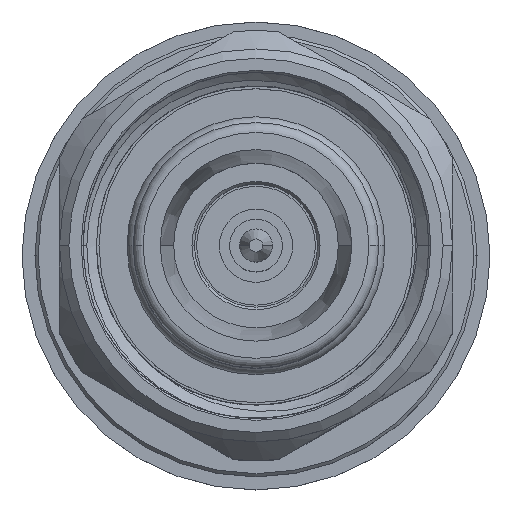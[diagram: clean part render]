
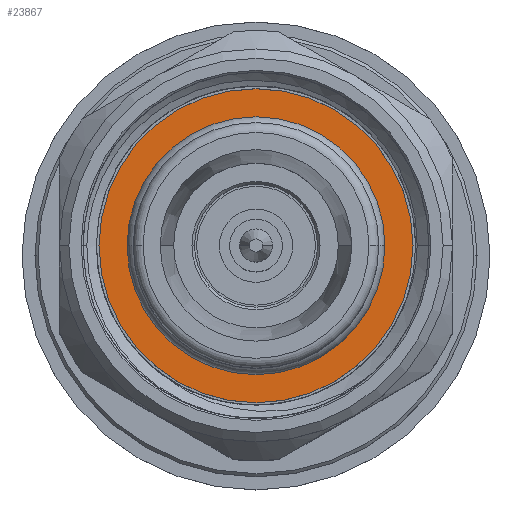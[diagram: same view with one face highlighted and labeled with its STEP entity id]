
A CAD part, top view. The second image highlights one B-rep face of the part: STEP entity #23867.
In plain terms, the highlighted face is planar.
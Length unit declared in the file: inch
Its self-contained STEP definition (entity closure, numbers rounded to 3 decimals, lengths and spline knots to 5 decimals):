
#1021 = CARTESIAN_POINT ( 'NONE',  ( 0.32457, 0., 0.1889 ) ) ;
#1813 = AXIS2_PLACEMENT_3D ( 'NONE', #6393, #50223, #38235 ) ;
#1960 = CARTESIAN_POINT ( 'NONE',  ( 0.32457, 0., -0.1889 ) ) ;
#4102 = EDGE_CURVE ( 'NONE', #43998, #47911, #27874, .T. ) ;
#4209 = DIRECTION ( 'NONE',  ( 0., 0., 1. ) ) ;
#6393 = CARTESIAN_POINT ( 'NONE',  ( 0.32457, 0., 0. ) ) ;
#6808 = FACE_BOUND ( 'NONE', #21263, .T. ) ;
#9185 = CIRCLE ( 'NONE', #49569, 0.25162 ) ;
#12429 = CARTESIAN_POINT ( 'NONE',  ( 0.32457, 0., 0. ) ) ;
#14379 = DIRECTION ( 'NONE',  ( 1., 0., 0. ) ) ;
#14924 = FACE_OUTER_BOUND ( 'NONE', #50107, .T. ) ;
#16158 = ORIENTED_EDGE ( 'NONE', *, *, #23490, .F. ) ;
#19544 = ORIENTED_EDGE ( 'NONE', *, *, #27143, .T. ) ;
#21231 = DIRECTION ( 'NONE',  ( 0., 0., 1. ) ) ;
#21263 = EDGE_LOOP ( 'NONE', ( #26474, #16158 ) ) ;
#23490 = EDGE_CURVE ( 'NONE', #47911, #43998, #23688, .T. ) ;
#23688 = CIRCLE ( 'NONE', #29473, 0.1889 ) ;
#23867 = ADVANCED_FACE ( 'NONE', ( #6808, #14924 ), #45124, .F. ) ;
#24112 = DIRECTION ( 'NONE',  ( -1., 0., 0. ) ) ;
#25543 = EDGE_CURVE ( 'NONE', #29372, #49739, #34212, .T. ) ;
#25771 = CARTESIAN_POINT ( 'NONE',  ( 0.32457, 0., 0. ) ) ;
#26241 = AXIS2_PLACEMENT_3D ( 'NONE', #38028, #14379, #46518 ) ;
#26474 = ORIENTED_EDGE ( 'NONE', *, *, #4102, .F. ) ;
#27143 = EDGE_CURVE ( 'NONE', #49739, #29372, #9185, .T. ) ;
#27874 = CIRCLE ( 'NONE', #1813, 0.1889 ) ;
#28668 = DIRECTION ( 'NONE',  ( -1., 0., 0. ) ) ;
#29372 = VERTEX_POINT ( 'NONE', #30202 ) ;
#29473 = AXIS2_PLACEMENT_3D ( 'NONE', #12429, #24112, #4209 ) ;
#30202 = CARTESIAN_POINT ( 'NONE',  ( 0.32457, 0., 0.25162 ) ) ;
#33226 = DIRECTION ( 'NONE',  ( -1., 0., 0. ) ) ;
#34212 = CIRCLE ( 'NONE', #34897, 0.25162 ) ;
#34279 = CARTESIAN_POINT ( 'NONE',  ( 0.32457, 0., -0.25162 ) ) ;
#34897 = AXIS2_PLACEMENT_3D ( 'NONE', #40454, #28668, #48450 ) ;
#38028 = CARTESIAN_POINT ( 'NONE',  ( 0.32457, 0.25162, 0. ) ) ;
#38235 = DIRECTION ( 'NONE',  ( 0., 0., 1. ) ) ;
#40454 = CARTESIAN_POINT ( 'NONE',  ( 0.32457, 0., 0. ) ) ;
#43998 = VERTEX_POINT ( 'NONE', #1021 ) ;
#45124 = PLANE ( 'NONE',  #26241 ) ;
#46120 = ORIENTED_EDGE ( 'NONE', *, *, #25543, .T. ) ;
#46518 = DIRECTION ( 'NONE',  ( 0., 0., -1. ) ) ;
#47911 = VERTEX_POINT ( 'NONE', #1960 ) ;
#48450 = DIRECTION ( 'NONE',  ( 0., 0., 1. ) ) ;
#49569 = AXIS2_PLACEMENT_3D ( 'NONE', #25771, #33226, #21231 ) ;
#49739 = VERTEX_POINT ( 'NONE', #34279 ) ;
#50107 = EDGE_LOOP ( 'NONE', ( #46120, #19544 ) ) ;
#50223 = DIRECTION ( 'NONE',  ( -1., 0., 0. ) ) ;
